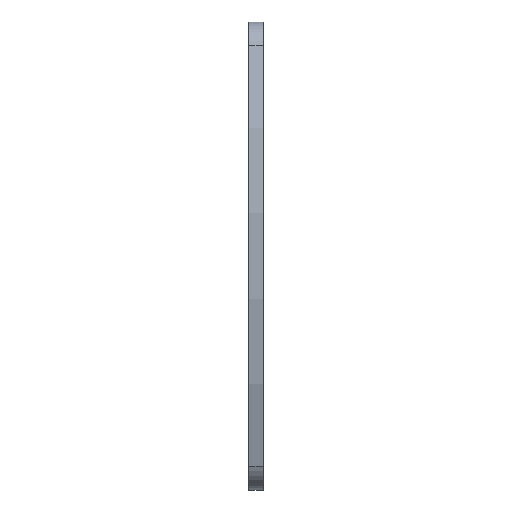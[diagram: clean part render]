
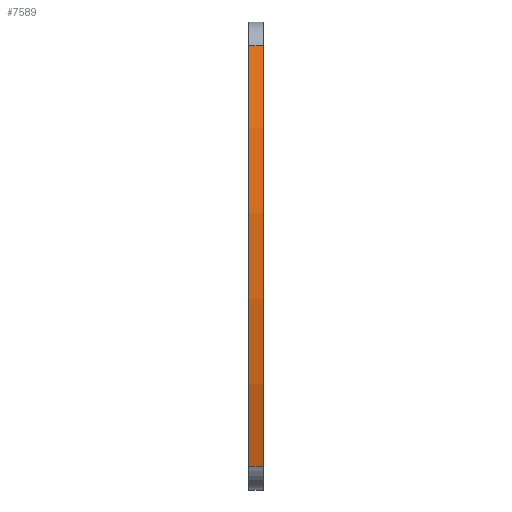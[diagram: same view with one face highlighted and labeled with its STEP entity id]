
A CAD part, left-side view. The second image highlights one B-rep face of the part: STEP entity #7589.
In plain terms, the highlighted cylindrical face has radius 222.732 mm (diameter 445.465 mm), a partial arc.
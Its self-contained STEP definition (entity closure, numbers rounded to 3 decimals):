
#711=FACE_OUTER_BOUND('',#1183,.T.);
#1183=EDGE_LOOP('',(#6629,#6630,#6631,#6632));
#1527=LINE('',#11910,#2100);
#1543=LINE('',#11950,#2116);
#2100=VECTOR('',#9510,10.);
#2116=VECTOR('',#9554,10.);
#2449=CIRCLE('',#7616,222.732);
#2966=CIRCLE('',#8487,222.732);
#2971=VERTEX_POINT('',#10831);
#2973=VERTEX_POINT('',#10834);
#3432=VERTEX_POINT('',#11908);
#3442=VERTEX_POINT('',#11949);
#3711=EDGE_CURVE('',#2973,#2971,#2449,.T.);
#4249=EDGE_CURVE('',#3432,#2971,#1527,.T.);
#4269=EDGE_CURVE('',#2973,#3442,#1543,.T.);
#4799=EDGE_CURVE('',#3432,#3442,#2966,.T.);
#6629=ORIENTED_EDGE('',*,*,#4249,.F.);
#6630=ORIENTED_EDGE('',*,*,#4799,.T.);
#6631=ORIENTED_EDGE('',*,*,#4269,.F.);
#6632=ORIENTED_EDGE('',*,*,#3711,.T.);
#7233=CYLINDRICAL_SURFACE('',#8486,222.732);
#7589=ADVANCED_FACE('',(#711),#7233,.T.);
#7616=AXIS2_PLACEMENT_3D('',#10835,#8503,#8504);
#8486=AXIS2_PLACEMENT_3D('',#13008,#10814,#10815);
#8487=AXIS2_PLACEMENT_3D('',#13009,#10816,#10817);
#8503=DIRECTION('center_axis',(0.,-1.,0.));
#8504=DIRECTION('ref_axis',(-0.933,0.,-0.359));
#9510=DIRECTION('',(0.,1.,0.));
#9554=DIRECTION('',(0.,-1.,0.));
#10814=DIRECTION('center_axis',(0.,1.,0.));
#10815=DIRECTION('ref_axis',(-0.933,0.,-0.359));
#10816=DIRECTION('center_axis',(0.,1.,0.));
#10817=DIRECTION('ref_axis',(-0.933,0.,-0.359));
#10831=CARTESIAN_POINT('',(-88.085,2.5,-71.872));
#10834=CARTESIAN_POINT('',(-88.085,2.5,71.872));
#10835=CARTESIAN_POINT('Origin',(122.732,2.5,0.));
#11908=CARTESIAN_POINT('',(-88.085,-2.5,-71.872));
#11910=CARTESIAN_POINT('',(-88.085,0.,-71.872));
#11949=CARTESIAN_POINT('',(-88.085,-2.5,71.872));
#11950=CARTESIAN_POINT('',(-88.085,0.,71.872));
#13008=CARTESIAN_POINT('Origin',(122.732,0.,0.));
#13009=CARTESIAN_POINT('Origin',(122.732,-2.5,0.));
